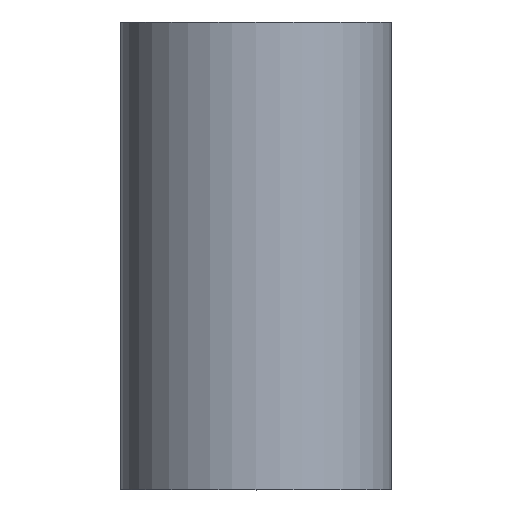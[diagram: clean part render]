
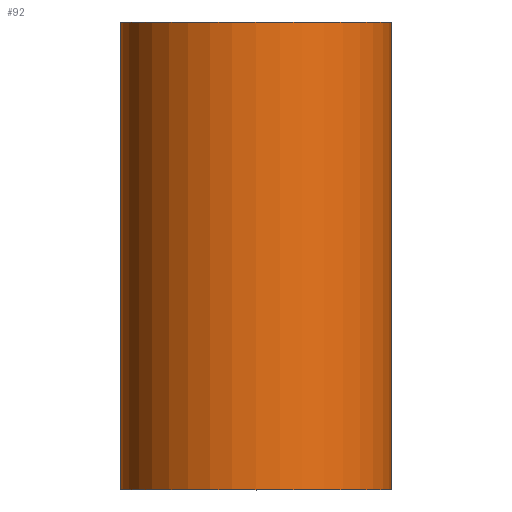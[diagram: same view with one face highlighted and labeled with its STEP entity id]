
A CAD part, top view. The second image highlights one B-rep face of the part: STEP entity #92.
In plain terms, the highlighted cylindrical face has radius 4.2 mm (diameter 8.4 mm), a full revolution.
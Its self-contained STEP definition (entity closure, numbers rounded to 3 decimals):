
#25=CYLINDRICAL_SURFACE('',#115,4.2);
#28=ORIENTED_EDGE('',*,*,#42,.F.);
#29=ORIENTED_EDGE('',*,*,#40,.T.);
#40=EDGE_CURVE('',#47,#47,#54,.T.);
#42=EDGE_CURVE('',#49,#49,#56,.T.);
#47=VERTEX_POINT('',#162);
#49=VERTEX_POINT('',#167);
#54=CIRCLE('',#113,4.2);
#56=CIRCLE('',#116,4.2);
#63=EDGE_LOOP('',(#28));
#64=EDGE_LOOP('',(#29));
#77=FACE_BOUND('',#63,.T.);
#78=FACE_BOUND('',#64,.T.);
#92=ADVANCED_FACE('',(#77,#78),#25,.T.);
#113=AXIS2_PLACEMENT_3D('',#161,#131,#132);
#115=AXIS2_PLACEMENT_3D('',#165,#135,#136);
#116=AXIS2_PLACEMENT_3D('',#166,#137,#138);
#131=DIRECTION('',(0.,-1.,0.));
#132=DIRECTION('',(0.,0.,-1.));
#135=DIRECTION('',(0.,-1.,0.));
#136=DIRECTION('',(0.,0.,-1.));
#137=DIRECTION('',(0.,-1.,0.));
#138=DIRECTION('',(0.,0.,-1.));
#161=CARTESIAN_POINT('',(0.,14.5,0.));
#162=CARTESIAN_POINT('',(0.,14.5,-4.2));
#165=CARTESIAN_POINT('',(0.,0.,0.));
#166=CARTESIAN_POINT('',(0.,0.,0.));
#167=CARTESIAN_POINT('',(0.,0.,-4.2));
